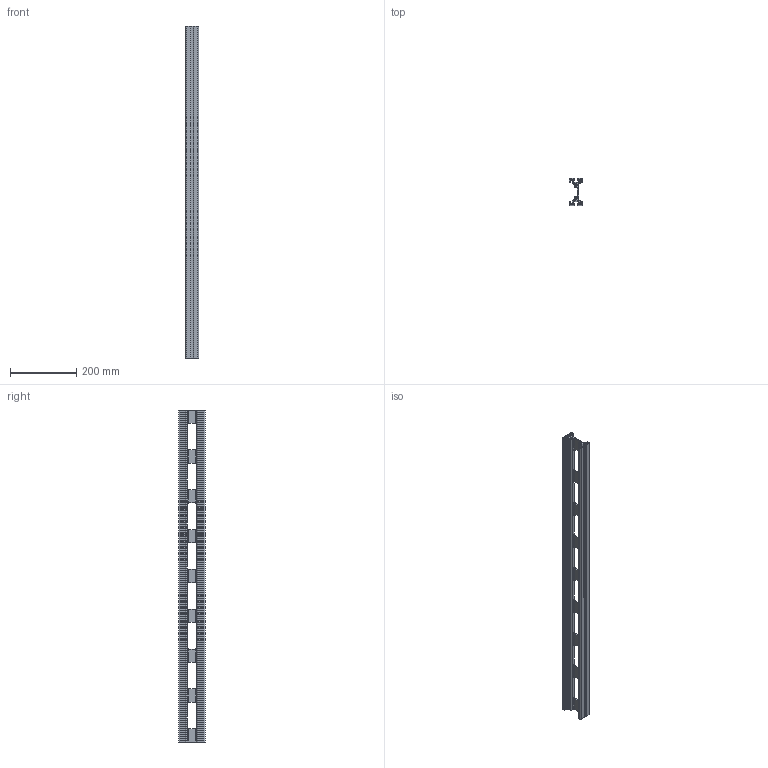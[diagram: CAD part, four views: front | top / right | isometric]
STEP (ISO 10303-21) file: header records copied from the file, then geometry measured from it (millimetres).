
FILE_DESCRIPTION(/* description */ ('KriTec Ständerprofil 8 80x40 2xK60'),/* implementation_level */ '2;1');
FILE_NAME(/* name */ '10445_KriTec_Staenderprofil_8_80x40_2xK60.stp',/* time_stamp */ '2019-07-04T15:11:22+02:00',/* author */ ('jendrek'),/* organization */ (''),/* preprocessor_version */ 'ST-DEVELOPER v17',/* originating_system */ 'Autodesk Inventor 2018',/* authorisation */ '');
FILE_SCHEMA (('AUTOMOTIVE_DESIGN { 1 0 10303 214 3 1 1 }'));
Length unit declared in the file: millimetre
Products named in the file (1): 10445 -1000
Bounding box: 40 x 80 x 1000 mm (x, y, z)
Volume: 747350.1 mm3; surface area: 470360.3 mm2
Topology: 1 solids, 1 shells, 236 faces, 726 edges, 484 vertices
Faces by surface type: cylinder 130, plane 106
Full cylindrical faces by diameter (mm): 6.8 x2
Entity records: 8461 total; most frequent: CARTESIAN_POINT 1735, ORIENTED_EDGE 1452, DIRECTION 1396, EDGE_CURVE 726, VERTEX_POINT 484, LINE 466, VECTOR 466, AXIS2_PLACEMENT_3D 465
